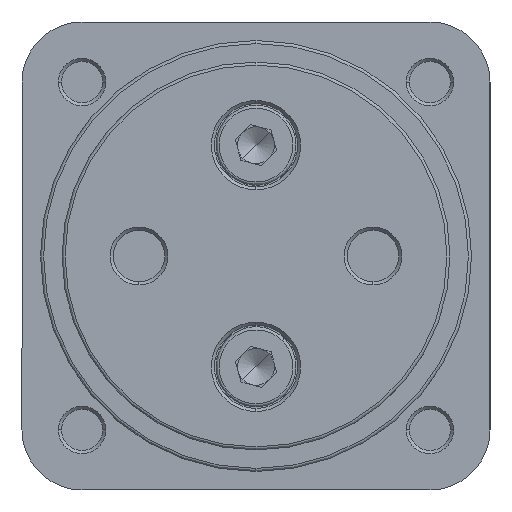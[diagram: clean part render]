
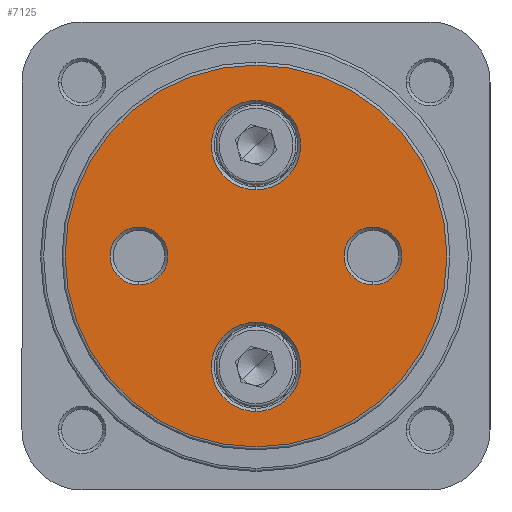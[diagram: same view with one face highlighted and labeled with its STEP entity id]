
A CAD part, left-side view. The second image highlights one B-rep face of the part: STEP entity #7125.
In plain terms, the highlighted planar face has unit normal (-1, 0, 0).
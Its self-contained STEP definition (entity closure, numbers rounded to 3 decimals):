
#304 = EDGE_CURVE ( 'NONE', #7459, #7505, #5457, .T. ) ;
#314 = EDGE_CURVE ( 'NONE', #7466, #7481, #5469, .T. ) ;
#318 = EDGE_CURVE ( 'NONE', #7512, #7460, #5475, .T. ) ;
#346 = EDGE_CURVE ( 'NONE', #7237, #7238, #5517, .T. ) ;
#350 = EDGE_CURVE ( 'NONE', #7236, #7209, #5523, .T. ) ;
#392 = EDGE_CURVE ( 'NONE', #7209, #7236, #5587, .T. ) ;
#398 = EDGE_CURVE ( 'NONE', #7238, #7237, #5593, .T. ) ;
#399 = EDGE_CURVE ( 'NONE', #7481, #7466, #5594, .T. ) ;
#402 = EDGE_CURVE ( 'NONE', #7505, #7459, #5600, .T. ) ;
#403 = EDGE_CURVE ( 'NONE', #7460, #7512, #5602, .T. ) ;
#544 = AXIS2_PLACEMENT_3D ( 'NONE', #8325, #8326, #8327 ) ;
#554 = AXIS2_PLACEMENT_3D ( 'NONE', #8355, #8356, #8357 ) ;
#555 = AXIS2_PLACEMENT_3D ( 'NONE', #8365, #8366, #8367 ) ;
#571 = AXIS2_PLACEMENT_3D ( 'NONE', #1098, #1099, #1100 ) ;
#572 = AXIS2_PLACEMENT_3D ( 'NONE', #1108, #1109, #1110 ) ;
#589 = AXIS2_PLACEMENT_3D ( 'NONE', #1204, #1211, #1212 ) ;
#595 = AXIS2_PLACEMENT_3D ( 'NONE', #1222, #1229, #1230 ) ;
#596 = AXIS2_PLACEMENT_3D ( 'NONE', #1225, #1232, #1233 ) ;
#599 = AXIS2_PLACEMENT_3D ( 'NONE', #1234, #1241, #1242 ) ;
#600 = AXIS2_PLACEMENT_3D ( 'NONE', #1237, #1244, #1245 ) ;
#905 = AXIS2_PLACEMENT_3D ( 'NONE', #3544, #3556, #3557 ) ;
#1098 = CARTESIAN_POINT ( 'NONE',  ( 0., 19., 0. ) ) ;
#1099 = DIRECTION ( 'NONE',  ( 1., 0., 0. ) ) ;
#1100 = DIRECTION ( 'NONE',  ( 0., 0., -1. ) ) ;
#1108 = CARTESIAN_POINT ( 'NONE',  ( 0., -19., 0. ) ) ;
#1109 = DIRECTION ( 'NONE',  ( 1., 0., 0. ) ) ;
#1110 = DIRECTION ( 'NONE',  ( 0., 0., -1. ) ) ;
#1204 = CARTESIAN_POINT ( 'NONE',  ( 0., -19., 0. ) ) ;
#1211 = DIRECTION ( 'NONE',  ( 1., 0., 0. ) ) ;
#1212 = DIRECTION ( 'NONE',  ( 0., 0., -1. ) ) ;
#1222 = CARTESIAN_POINT ( 'NONE',  ( 0., 19., 0. ) ) ;
#1225 = CARTESIAN_POINT ( 'NONE',  ( 0., 0., 18. ) ) ;
#1229 = DIRECTION ( 'NONE',  ( 1., 0., 0. ) ) ;
#1230 = DIRECTION ( 'NONE',  ( 0., 0., -1. ) ) ;
#1232 = DIRECTION ( 'NONE',  ( 1., 0., 0. ) ) ;
#1233 = DIRECTION ( 'NONE',  ( 0., 0., -1. ) ) ;
#1234 = CARTESIAN_POINT ( 'NONE',  ( 0., 0., 0. ) ) ;
#1237 = CARTESIAN_POINT ( 'NONE',  ( 0., 0., -18. ) ) ;
#1241 = DIRECTION ( 'NONE',  ( -1., 0., 0. ) ) ;
#1242 = DIRECTION ( 'NONE',  ( 0., 0., -1. ) ) ;
#1244 = DIRECTION ( 'NONE',  ( 1., 0., 0. ) ) ;
#1245 = DIRECTION ( 'NONE',  ( 0., 0., -1. ) ) ;
#3079 = FACE_BOUND ( 'NONE', #4910, .T. ) ;
#3083 = FACE_OUTER_BOUND ( 'NONE', #4906, .T. ) ;
#3089 = FACE_BOUND ( 'NONE', #4908, .T. ) ;
#3091 = FACE_BOUND ( 'NONE', #4897, .T. ) ;
#3093 = FACE_BOUND ( 'NONE', #4909, .T. ) ;
#3544 = CARTESIAN_POINT ( 'NONE',  ( 0., 0., 0. ) ) ;
#3553 = PLANE ( 'NONE',  #905 ) ;
#3556 = DIRECTION ( 'NONE',  ( 1., 0., 0. ) ) ;
#3557 = DIRECTION ( 'NONE',  ( 0., 0., -1. ) ) ;
#3809 = CARTESIAN_POINT ( 'NONE',  ( 0., -19., -4.7 ) ) ;
#3836 = CARTESIAN_POINT ( 'NONE',  ( 0., -19., 4.7 ) ) ;
#3837 = CARTESIAN_POINT ( 'NONE',  ( 0., 19., 4.7 ) ) ;
#3838 = CARTESIAN_POINT ( 'NONE',  ( 0., 19., -4.7 ) ) ;
#4059 = CARTESIAN_POINT ( 'NONE',  ( 0., 0., 31. ) ) ;
#4060 = CARTESIAN_POINT ( 'NONE',  ( 0., 0., -25.25 ) ) ;
#4066 = CARTESIAN_POINT ( 'NONE',  ( 0., 0., 25.25 ) ) ;
#4081 = CARTESIAN_POINT ( 'NONE',  ( 0., 0., 10.75 ) ) ;
#4105 = CARTESIAN_POINT ( 'NONE',  ( 0., 0., -31. ) ) ;
#4112 = CARTESIAN_POINT ( 'NONE',  ( 0., 0., -10.75 ) ) ;
#4619 = ORIENTED_EDGE ( 'NONE', *, *, #402, .T. ) ;
#4620 = ORIENTED_EDGE ( 'NONE', *, *, #304, .T. ) ;
#4621 = ORIENTED_EDGE ( 'NONE', *, *, #318, .T. ) ;
#4622 = ORIENTED_EDGE ( 'NONE', *, *, #403, .T. ) ;
#4623 = ORIENTED_EDGE ( 'NONE', *, *, #314, .T. ) ;
#4624 = ORIENTED_EDGE ( 'NONE', *, *, #399, .T. ) ;
#4625 = ORIENTED_EDGE ( 'NONE', *, *, #350, .T. ) ;
#4626 = ORIENTED_EDGE ( 'NONE', *, *, #392, .T. ) ;
#4627 = ORIENTED_EDGE ( 'NONE', *, *, #346, .T. ) ;
#4628 = ORIENTED_EDGE ( 'NONE', *, *, #398, .T. ) ;
#4897 = EDGE_LOOP ( 'NONE', ( #4623, #4624 ) ) ;
#4906 = EDGE_LOOP ( 'NONE', ( #4619, #4620 ) ) ;
#4908 = EDGE_LOOP ( 'NONE', ( #4621, #4622 ) ) ;
#4909 = EDGE_LOOP ( 'NONE', ( #4625, #4626 ) ) ;
#4910 = EDGE_LOOP ( 'NONE', ( #4627, #4628 ) ) ;
#5457 = CIRCLE ( 'NONE', #544, 31. ) ;
#5469 = CIRCLE ( 'NONE', #554, 7.25 ) ;
#5475 = CIRCLE ( 'NONE', #555, 7.25 ) ;
#5517 = CIRCLE ( 'NONE', #571, 4.7 ) ;
#5523 = CIRCLE ( 'NONE', #572, 4.7 ) ;
#5587 = CIRCLE ( 'NONE', #589, 4.7 ) ;
#5593 = CIRCLE ( 'NONE', #595, 4.7 ) ;
#5594 = CIRCLE ( 'NONE', #596, 7.25 ) ;
#5600 = CIRCLE ( 'NONE', #599, 31. ) ;
#5602 = CIRCLE ( 'NONE', #600, 7.25 ) ;
#7125 = ADVANCED_FACE ( 'NONE', ( #3083, #3089, #3091, #3093, #3079 ), #3553, .F. ) ;
#7209 = VERTEX_POINT ( 'NONE', #3809 ) ;
#7236 = VERTEX_POINT ( 'NONE', #3836 ) ;
#7237 = VERTEX_POINT ( 'NONE', #3837 ) ;
#7238 = VERTEX_POINT ( 'NONE', #3838 ) ;
#7459 = VERTEX_POINT ( 'NONE', #4059 ) ;
#7460 = VERTEX_POINT ( 'NONE', #4060 ) ;
#7466 = VERTEX_POINT ( 'NONE', #4066 ) ;
#7481 = VERTEX_POINT ( 'NONE', #4081 ) ;
#7505 = VERTEX_POINT ( 'NONE', #4105 ) ;
#7512 = VERTEX_POINT ( 'NONE', #4112 ) ;
#8325 = CARTESIAN_POINT ( 'NONE',  ( 0., 0., 0. ) ) ;
#8326 = DIRECTION ( 'NONE',  ( -1., 0., 0. ) ) ;
#8327 = DIRECTION ( 'NONE',  ( 0., 0., -1. ) ) ;
#8355 = CARTESIAN_POINT ( 'NONE',  ( 0., 0., 18. ) ) ;
#8356 = DIRECTION ( 'NONE',  ( 1., 0., 0. ) ) ;
#8357 = DIRECTION ( 'NONE',  ( 0., 0., -1. ) ) ;
#8365 = CARTESIAN_POINT ( 'NONE',  ( 0., 0., -18. ) ) ;
#8366 = DIRECTION ( 'NONE',  ( 1., 0., 0. ) ) ;
#8367 = DIRECTION ( 'NONE',  ( 0., 0., -1. ) ) ;
